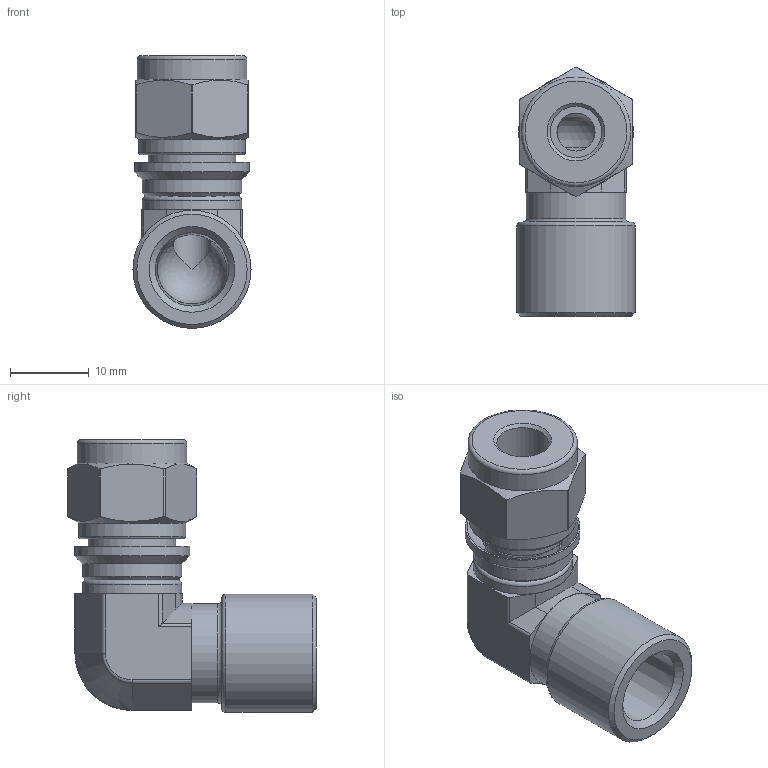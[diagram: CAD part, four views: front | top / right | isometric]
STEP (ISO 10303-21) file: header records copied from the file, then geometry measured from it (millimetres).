
FILE_DESCRIPTION(/* description */ (''),/* implementation_level */ '2;1');
FILE_NAME(/* name */ 'SFEI-4-2N.stp',/* time_stamp */ '2022-04-29T16:20:30+09:00',/* author */ ('user'),/* organization */ (''),/* preprocessor_version */ 'ST-DEVELOPER v18.1',/* originating_system */ 'Autodesk Inventor 2022',/* authorisation */ '');
FILE_SCHEMA (('AUTOMOTIVE_DESIGN { 1 0 10303 214 3 1 1 }'));
Length unit declared in the file: millimetre
Products named in the file (1): SFE-4-2N
Bounding box: 15 x 31.6 x 34.64 mm (x, y, z)
Volume: 5304.8 mm3; surface area: 4099.4 mm2
Topology: 1 solids, 1 shells, 137 faces, 311 edges, 179 vertices
Faces by surface type: cylinder 55, plane 36, torus 24, cone 13, sphere 9
Full cylindrical faces by diameter (mm): 0.926 x1, 1.235 x1, 4.826 x1, 6.55 x1, 8.8 x1, 9.4 x1, 10.1 x1, 11.113 x1, 12.6 x3, 13.6 x1, 13.9 x1, 14.6 x1, 15 x1
Entity records: 3831 total; most frequent: DIRECTION 728, CARTESIAN_POINT 683, ORIENTED_EDGE 604, AXIS2_PLACEMENT_3D 304, EDGE_CURVE 302, VERTEX_POINT 179, CIRCLE 163, EDGE_LOOP 151
